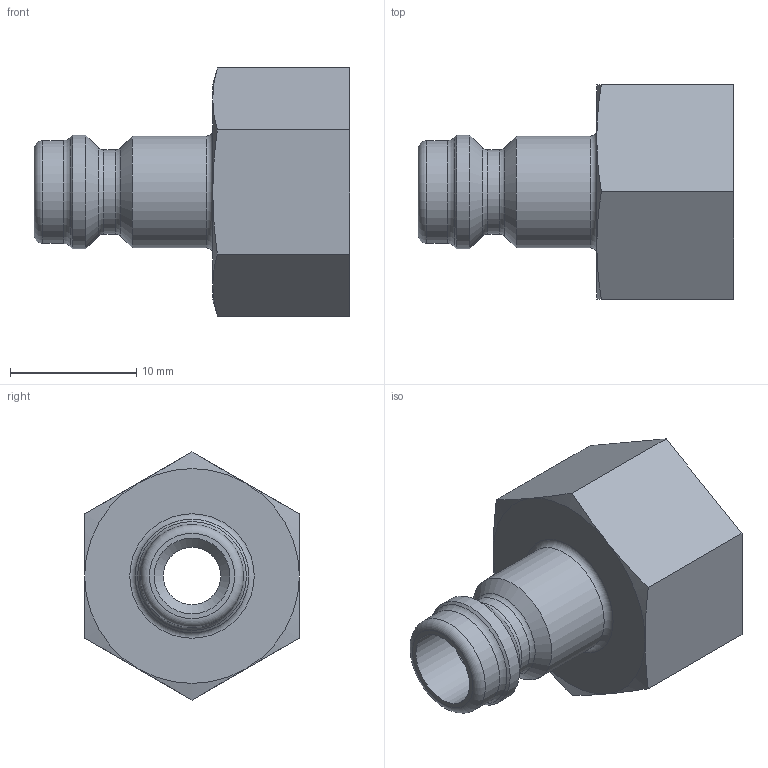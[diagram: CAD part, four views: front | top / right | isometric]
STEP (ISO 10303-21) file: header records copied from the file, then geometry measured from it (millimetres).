
FILE_DESCRIPTION((''),'2;1');
FILE_NAME('21sfiw13fxx.stp','2013-01-15T11:30:47',('IA176480'),(''),'Autodesk Inventor 2011','Autodesk Inventor 2011','');
FILE_SCHEMA(('AUTOMOTIVE_DESIGN { 1 0 10303 214 1 1 1 1 }'));
Length unit declared in the file: millimetre
Products named in the file (1): D105620
Bounding box: 25 x 17 x 19.63 mm (x, y, z)
Volume: 1987.6 mm3; surface area: 2083.9 mm2
Topology: 1 solids, 1 shells, 36 faces, 73 edges, 41 vertices
Faces by surface type: cone 12, plane 10, cylinder 9, torus 5
Full cylindrical faces by diameter (mm): 4.55 x1, 6 x1, 6.65 x1, 6.8 x1, 8.15 x1, 8.85 x1, 9 x1, 11.445 x1, 13.3 x1
Entity records: 840 total; most frequent: CARTESIAN_POINT 155, DIRECTION 144, ORIENTED_EDGE 106, AXIS2_PLACEMENT_3D 66, EDGE_LOOP 60, EDGE_CURVE 53, VERTEX_POINT 41, FACE_OUTER_BOUND 36
